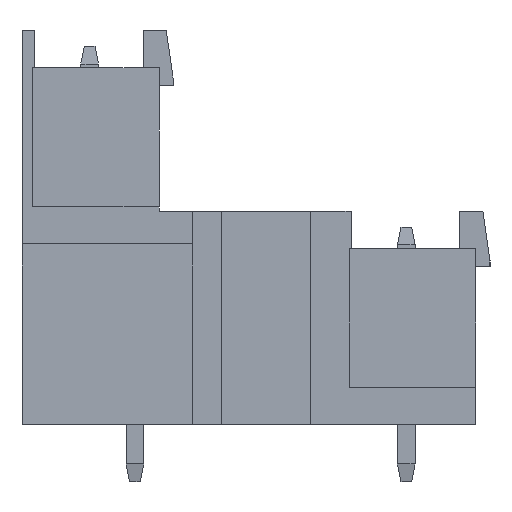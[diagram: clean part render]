
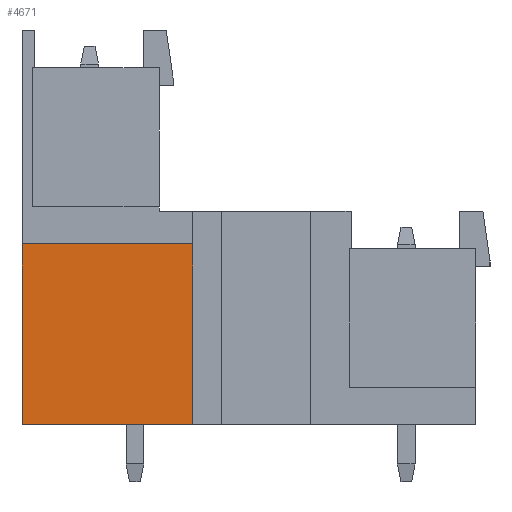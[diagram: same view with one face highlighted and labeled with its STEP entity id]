
A CAD part, left-side view. The second image highlights one B-rep face of the part: STEP entity #4671.
In plain terms, the highlighted planar face has unit normal (-1, 0, 0).
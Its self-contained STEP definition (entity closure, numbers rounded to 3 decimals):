
#4658=AXIS2_PLACEMENT_3D('Plane Axis2P3D',#4655,#4656,#4657) ;
#3055=CARTESIAN_POINT('Vertex',(2.,26.28,3.2)) ;
#3058=CARTESIAN_POINT('Line Origine',(2.,26.28,8.28)) ;
#3062=CARTESIAN_POINT('Vertex',(2.,26.28,13.36)) ;
#3171=CARTESIAN_POINT('Vertex',(2.,16.7,3.2)) ;
#3174=CARTESIAN_POINT('Line Origine',(2.,21.49,3.2)) ;
#4638=CARTESIAN_POINT('Vertex',(2.,16.7,13.36)) ;
#4641=CARTESIAN_POINT('Line Origine',(2.,16.7,8.28)) ;
#4655=CARTESIAN_POINT('Axis2P3D Location',(2.,0.,13.36)) ;
#4660=CARTESIAN_POINT('Line Origine',(2.,21.49,13.36)) ;
#3059=DIRECTION('Vector Direction',(0.,0.,-1.)) ;
#3175=DIRECTION('Vector Direction',(0.,1.,0.)) ;
#4642=DIRECTION('Vector Direction',(0.,0.,1.)) ;
#4656=DIRECTION('Axis2P3D Direction',(1.,-0.,0.)) ;
#4657=DIRECTION('Axis2P3D XDirection',(0.,0.,-1.)) ;
#4661=DIRECTION('Vector Direction',(0.,1.,0.)) ;
#3060=VECTOR('Line Direction',#3059,1.) ;
#3176=VECTOR('Line Direction',#3175,1.) ;
#4643=VECTOR('Line Direction',#4642,1.) ;
#4662=VECTOR('Line Direction',#4661,1.) ;
#4666=ORIENTED_EDGE('',*,*,#4645,.T.) ;
#4667=ORIENTED_EDGE('',*,*,#4664,.T.) ;
#4668=ORIENTED_EDGE('',*,*,#3064,.T.) ;
#4669=ORIENTED_EDGE('',*,*,#3178,.F.) ;
#4671=ADVANCED_FACE('Housing',(#4670),#4659,.F.) ;
#3064=EDGE_CURVE('',#3063,#3056,#3061,.T.) ;
#3178=EDGE_CURVE('',#3172,#3056,#3177,.T.) ;
#4645=EDGE_CURVE('',#3172,#4639,#4644,.T.) ;
#4664=EDGE_CURVE('',#4639,#3063,#4663,.T.) ;
#4665=EDGE_LOOP('',(#4666,#4667,#4668,#4669)) ;
#4670=FACE_OUTER_BOUND('',#4665,.T.) ;
#3061=LINE('Line',#3058,#3060) ;
#3177=LINE('Line',#3174,#3176) ;
#4644=LINE('Line',#4641,#4643) ;
#4663=LINE('Line',#4660,#4662) ;
#4659=PLANE('',#4658) ;
#3056=VERTEX_POINT('',#3055) ;
#3063=VERTEX_POINT('',#3062) ;
#3172=VERTEX_POINT('',#3171) ;
#4639=VERTEX_POINT('',#4638) ;
